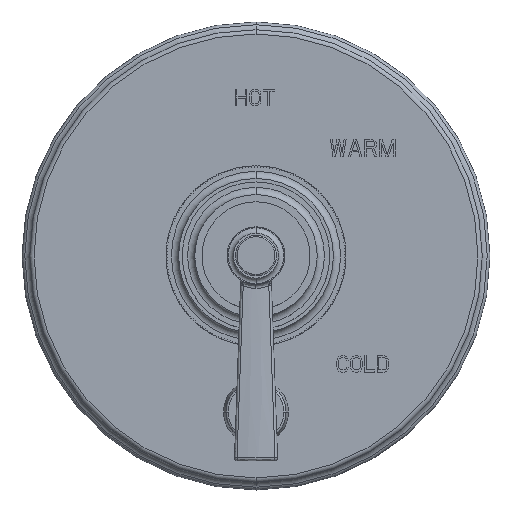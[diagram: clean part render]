
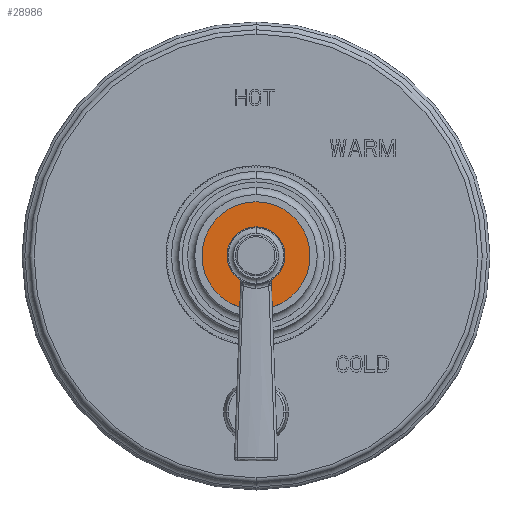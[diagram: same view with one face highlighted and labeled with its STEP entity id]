
A CAD part, top view. The second image highlights one B-rep face of the part: STEP entity #28986.
In plain terms, the highlighted planar face has unit normal (0, 0, 1).
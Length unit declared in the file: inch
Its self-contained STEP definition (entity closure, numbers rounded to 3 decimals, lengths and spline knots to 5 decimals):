
#10358=CARTESIAN_POINT('',(0.,0.,2.088));
#10359=DIRECTION('',(0.,0.,-1.));
#10360=DIRECTION('',(0.,1.,0.));
#10361=AXIS2_PLACEMENT_3D('',#10358,#10359,#10360);
#10363=CARTESIAN_POINT('',(0.,0.,2.088));
#10364=DIRECTION('',(0.,0.,1.));
#10365=DIRECTION('',(0.,1.,0.));
#10366=AXIS2_PLACEMENT_3D('',#10363,#10364,#10365);
#10368=CARTESIAN_POINT('',(0.,0.,2.088));
#10369=DIRECTION('',(0.,0.,-1.));
#10370=DIRECTION('',(0.,1.,0.));
#10371=AXIS2_PLACEMENT_3D('',#10368,#10369,#10370);
#10373=CARTESIAN_POINT('',(0.,0.,2.088));
#10374=DIRECTION('',(0.,0.,1.));
#10375=DIRECTION('',(0.,1.,0.));
#10376=AXIS2_PLACEMENT_3D('',#10373,#10374,#10375);
#14430=CARTESIAN_POINT('',(0.,0.75,2.088));
#14432=VERTEX_POINT('',#14430);
#14450=CARTESIAN_POINT('',(0.,-0.75,2.088));
#14452=VERTEX_POINT('',#14450);
#14470=CARTESIAN_POINT('',(0.,0.4,2.088));
#14471=CARTESIAN_POINT('',(0.,-0.4,2.088));
#14472=VERTEX_POINT('',#14470);
#14473=VERTEX_POINT('',#14471);
#28971=CARTESIAN_POINT('',(0.,0.,2.088));
#28972=DIRECTION('',(0.,0.,1.));
#28973=DIRECTION('',(0.,-1.,0.));
#28974=AXIS2_PLACEMENT_3D('',#28971,#28972,#28973);
#28975=PLANE('',#28974);
#28976=ORIENTED_EDGE('',*,*,#28964,.F.);
#28977=ORIENTED_EDGE('',*,*,#28953,.T.);
#28978=EDGE_LOOP('',(#28976,#28977));
#28979=FACE_OUTER_BOUND('',#28978,.F.);
#28981=ORIENTED_EDGE('',*,*,#28980,.F.);
#28983=ORIENTED_EDGE('',*,*,#28982,.T.);
#28984=EDGE_LOOP('',(#28981,#28983));
#28985=FACE_BOUND('',#28984,.F.);
#28986=ADVANCED_FACE('',(#28979,#28985),#28975,.T.);
#10362=CIRCLE('',#10361,0.75);
#10367=CIRCLE('',#10366,0.75);
#10372=CIRCLE('',#10371,0.4);
#10377=CIRCLE('',#10376,0.4);
#28953=EDGE_CURVE('',#14432,#14452,#10362,.T.);
#28964=EDGE_CURVE('',#14432,#14452,#10367,.T.);
#28980=EDGE_CURVE('',#14472,#14473,#10372,.T.);
#28982=EDGE_CURVE('',#14472,#14473,#10377,.T.);
